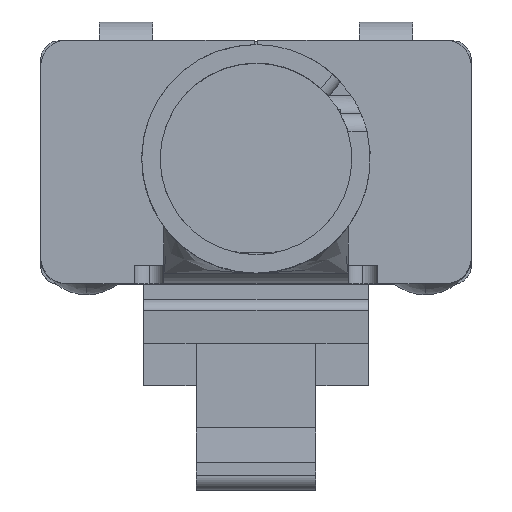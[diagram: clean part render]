
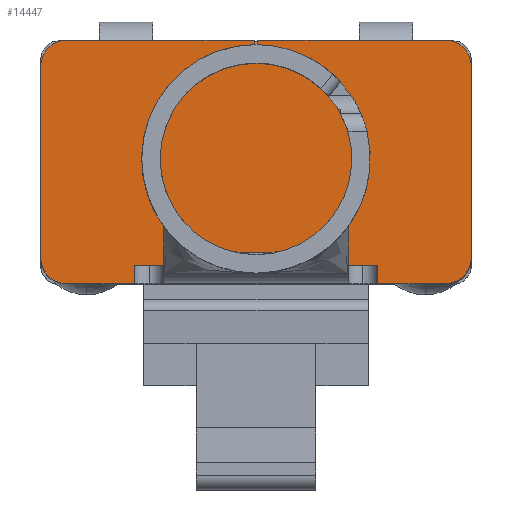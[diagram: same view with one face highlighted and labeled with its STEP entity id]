
A CAD part, top view. The second image highlights one B-rep face of the part: STEP entity #14447.
In plain terms, the highlighted planar face has unit normal (0, 0, 1).
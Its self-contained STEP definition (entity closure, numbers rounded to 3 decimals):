
#14126=AXIS2_PLACEMENT_3D('Circle Axis2P3D',#14124,#14125,$) ;
#14148=AXIS2_PLACEMENT_3D('Circle Axis2P3D',#14146,#14147,$) ;
#14260=AXIS2_PLACEMENT_3D('Circle Axis2P3D',#14258,#14259,$) ;
#14288=AXIS2_PLACEMENT_3D('Circle Axis2P3D',#14286,#14287,$) ;
#14415=AXIS2_PLACEMENT_3D('Plane Axis2P3D',#14412,#14413,#14414) ;
#4942=CARTESIAN_POINT('Vertex',(5.79,11.7,18.45)) ;
#4945=CARTESIAN_POINT('Line Origine',(5.84,11.7,18.45)) ;
#4949=CARTESIAN_POINT('Vertex',(5.89,11.7,18.45)) ;
#7260=CARTESIAN_POINT('Vertex',(11.68,11.5,18.45)) ;
#7263=CARTESIAN_POINT('Line Origine',(11.68,8.9,18.45)) ;
#7267=CARTESIAN_POINT('Vertex',(11.68,6.3,18.45)) ;
#7492=CARTESIAN_POINT('Vertex',(0.,6.3,18.45)) ;
#7495=CARTESIAN_POINT('Line Origine',(0.,8.9,18.45)) ;
#7499=CARTESIAN_POINT('Vertex',(0.,11.5,18.45)) ;
#12133=CARTESIAN_POINT('Vertex',(8.34,6.1,18.45)) ;
#12136=CARTESIAN_POINT('Line Origine',(9.495,6.1,18.45)) ;
#12140=CARTESIAN_POINT('Vertex',(3.34,6.1,18.45)) ;
#12777=CARTESIAN_POINT('Line Origine',(2.54,5.85,18.45)) ;
#12781=CARTESIAN_POINT('Vertex',(2.54,6.1,18.45)) ;
#12783=CARTESIAN_POINT('Vertex',(2.54,5.6,18.45)) ;
#12821=CARTESIAN_POINT('Vertex',(9.14,5.6,18.45)) ;
#12824=CARTESIAN_POINT('Line Origine',(9.14,5.85,18.45)) ;
#12828=CARTESIAN_POINT('Vertex',(9.14,6.1,18.45)) ;
#14097=CARTESIAN_POINT('Vertex',(5.89,12.2,18.45)) ;
#14100=CARTESIAN_POINT('Line Origine',(5.89,11.95,18.45)) ;
#14121=CARTESIAN_POINT('Vertex',(10.98,12.2,18.45)) ;
#14124=CARTESIAN_POINT('Axis2P3D Location',(10.98,11.5,18.45)) ;
#14146=CARTESIAN_POINT('Axis2P3D Location',(10.98,6.3,18.45)) ;
#14150=CARTESIAN_POINT('Vertex',(10.98,5.6,18.45)) ;
#14179=CARTESIAN_POINT('Line Origine',(1.62,5.6,18.45)) ;
#14183=CARTESIAN_POINT('Vertex',(0.7,5.6,18.45)) ;
#14196=CARTESIAN_POINT('Line Origine',(10.06,5.6,18.45)) ;
#14258=CARTESIAN_POINT('Axis2P3D Location',(0.7,6.3,18.45)) ;
#14283=CARTESIAN_POINT('Vertex',(0.7,12.2,18.45)) ;
#14286=CARTESIAN_POINT('Axis2P3D Location',(0.7,11.5,18.45)) ;
#14307=CARTESIAN_POINT('Vertex',(5.79,12.2,18.45)) ;
#14310=CARTESIAN_POINT('Line Origine',(5.79,11.95,18.45)) ;
#14339=CARTESIAN_POINT('Line Origine',(8.435,12.2,18.45)) ;
#14366=CARTESIAN_POINT('Line Origine',(3.245,12.2,18.45)) ;
#14412=CARTESIAN_POINT('Axis2P3D Location',(10.98,11.5,18.45)) ;
#14417=CARTESIAN_POINT('Line Origine',(2.94,6.1,18.45)) ;
#14422=CARTESIAN_POINT('Line Origine',(8.74,6.1,18.45)) ;
#4946=DIRECTION('Vector Direction',(1.,0.,0.)) ;
#7264=DIRECTION('Vector Direction',(0.,1.,0.)) ;
#7496=DIRECTION('Vector Direction',(0.,-1.,0.)) ;
#12137=DIRECTION('Vector Direction',(-1.,0.,0.)) ;
#12778=DIRECTION('Vector Direction',(0.,-1.,0.)) ;
#12825=DIRECTION('Vector Direction',(0.,-1.,0.)) ;
#14101=DIRECTION('Vector Direction',(0.,-1.,0.)) ;
#14125=DIRECTION('Axis2P3D Direction',(0.,0.,-1.)) ;
#14147=DIRECTION('Axis2P3D Direction',(0.,0.,-1.)) ;
#14180=DIRECTION('Vector Direction',(1.,0.,0.)) ;
#14197=DIRECTION('Vector Direction',(1.,0.,0.)) ;
#14259=DIRECTION('Axis2P3D Direction',(0.,0.,-1.)) ;
#14287=DIRECTION('Axis2P3D Direction',(0.,0.,-1.)) ;
#14311=DIRECTION('Vector Direction',(0.,1.,0.)) ;
#14340=DIRECTION('Vector Direction',(-1.,0.,0.)) ;
#14367=DIRECTION('Vector Direction',(-1.,0.,0.)) ;
#14413=DIRECTION('Axis2P3D Direction',(0.,0.,1.)) ;
#14414=DIRECTION('Axis2P3D XDirection',(1.,0.,0.)) ;
#14418=DIRECTION('Vector Direction',(1.,0.,0.)) ;
#14423=DIRECTION('Vector Direction',(1.,0.,0.)) ;
#4947=VECTOR('Line Direction',#4946,1.) ;
#7265=VECTOR('Line Direction',#7264,1.) ;
#7497=VECTOR('Line Direction',#7496,1.) ;
#12138=VECTOR('Line Direction',#12137,1.) ;
#12779=VECTOR('Line Direction',#12778,1.) ;
#12826=VECTOR('Line Direction',#12825,1.) ;
#14102=VECTOR('Line Direction',#14101,1.) ;
#14181=VECTOR('Line Direction',#14180,1.) ;
#14198=VECTOR('Line Direction',#14197,1.) ;
#14312=VECTOR('Line Direction',#14311,1.) ;
#14341=VECTOR('Line Direction',#14340,1.) ;
#14368=VECTOR('Line Direction',#14367,1.) ;
#14419=VECTOR('Line Direction',#14418,1.) ;
#14424=VECTOR('Line Direction',#14423,1.) ;
#14428=ORIENTED_EDGE('',*,*,#4951,.F.) ;
#14429=ORIENTED_EDGE('',*,*,#14314,.T.) ;
#14430=ORIENTED_EDGE('',*,*,#14370,.T.) ;
#14431=ORIENTED_EDGE('',*,*,#14290,.T.) ;
#14432=ORIENTED_EDGE('',*,*,#7501,.T.) ;
#14433=ORIENTED_EDGE('',*,*,#14262,.T.) ;
#14434=ORIENTED_EDGE('',*,*,#14185,.T.) ;
#14435=ORIENTED_EDGE('',*,*,#12785,.F.) ;
#14436=ORIENTED_EDGE('',*,*,#14421,.T.) ;
#14437=ORIENTED_EDGE('',*,*,#12142,.T.) ;
#14438=ORIENTED_EDGE('',*,*,#14426,.T.) ;
#14439=ORIENTED_EDGE('',*,*,#12830,.T.) ;
#14440=ORIENTED_EDGE('',*,*,#14200,.T.) ;
#14441=ORIENTED_EDGE('',*,*,#14152,.T.) ;
#14442=ORIENTED_EDGE('',*,*,#7269,.T.) ;
#14443=ORIENTED_EDGE('',*,*,#14128,.T.) ;
#14444=ORIENTED_EDGE('',*,*,#14343,.T.) ;
#14445=ORIENTED_EDGE('',*,*,#14104,.T.) ;
#14447=ADVANCED_FACE('Hauptk\X2\00F6\X0\rper',(#14446),#14416,.T.) ;
#14127=CIRCLE('generated circle',#14126,0.7) ;
#14149=CIRCLE('generated circle',#14148,0.7) ;
#14261=CIRCLE('generated circle',#14260,0.7) ;
#14289=CIRCLE('generated circle',#14288,0.7) ;
#4951=EDGE_CURVE('',#4943,#4950,#4948,.T.) ;
#7269=EDGE_CURVE('',#7268,#7261,#7266,.T.) ;
#7501=EDGE_CURVE('',#7500,#7493,#7498,.T.) ;
#12142=EDGE_CURVE('',#12141,#12134,#12139,.F.) ;
#12785=EDGE_CURVE('',#12782,#12784,#12780,.T.) ;
#12830=EDGE_CURVE('',#12829,#12822,#12827,.T.) ;
#14104=EDGE_CURVE('',#14098,#4950,#14103,.T.) ;
#14128=EDGE_CURVE('',#7261,#14122,#14127,.F.) ;
#14152=EDGE_CURVE('',#14151,#7268,#14149,.F.) ;
#14185=EDGE_CURVE('',#14184,#12784,#14182,.T.) ;
#14200=EDGE_CURVE('',#12822,#14151,#14199,.T.) ;
#14262=EDGE_CURVE('',#7493,#14184,#14261,.F.) ;
#14290=EDGE_CURVE('',#14284,#7500,#14289,.F.) ;
#14314=EDGE_CURVE('',#4943,#14308,#14313,.T.) ;
#14343=EDGE_CURVE('',#14122,#14098,#14342,.T.) ;
#14370=EDGE_CURVE('',#14308,#14284,#14369,.T.) ;
#14421=EDGE_CURVE('',#12782,#12141,#14420,.T.) ;
#14426=EDGE_CURVE('',#12134,#12829,#14425,.T.) ;
#14427=EDGE_LOOP('',(#14428,#14429,#14430,#14431,#14432,#14433,#14434,#14435,#14436,#14437,#14438,#14439,#14440,#14441,#14442,#14443,#14444,#14445)) ;
#14446=FACE_OUTER_BOUND('',#14427,.T.) ;
#4948=LINE('Line',#4945,#4947) ;
#7266=LINE('Line',#7263,#7265) ;
#7498=LINE('Line',#7495,#7497) ;
#12139=LINE('Line',#12136,#12138) ;
#12780=LINE('Line',#12777,#12779) ;
#12827=LINE('Line',#12824,#12826) ;
#14103=LINE('Line',#14100,#14102) ;
#14182=LINE('Line',#14179,#14181) ;
#14199=LINE('Line',#14196,#14198) ;
#14313=LINE('Line',#14310,#14312) ;
#14342=LINE('Line',#14339,#14341) ;
#14369=LINE('Line',#14366,#14368) ;
#14420=LINE('Line',#14417,#14419) ;
#14425=LINE('Line',#14422,#14424) ;
#14416=PLANE('',#14415) ;
#4943=VERTEX_POINT('',#4942) ;
#4950=VERTEX_POINT('',#4949) ;
#7261=VERTEX_POINT('',#7260) ;
#7268=VERTEX_POINT('',#7267) ;
#7493=VERTEX_POINT('',#7492) ;
#7500=VERTEX_POINT('',#7499) ;
#12134=VERTEX_POINT('',#12133) ;
#12141=VERTEX_POINT('',#12140) ;
#12782=VERTEX_POINT('',#12781) ;
#12784=VERTEX_POINT('',#12783) ;
#12822=VERTEX_POINT('',#12821) ;
#12829=VERTEX_POINT('',#12828) ;
#14098=VERTEX_POINT('',#14097) ;
#14122=VERTEX_POINT('',#14121) ;
#14151=VERTEX_POINT('',#14150) ;
#14184=VERTEX_POINT('',#14183) ;
#14284=VERTEX_POINT('',#14283) ;
#14308=VERTEX_POINT('',#14307) ;
